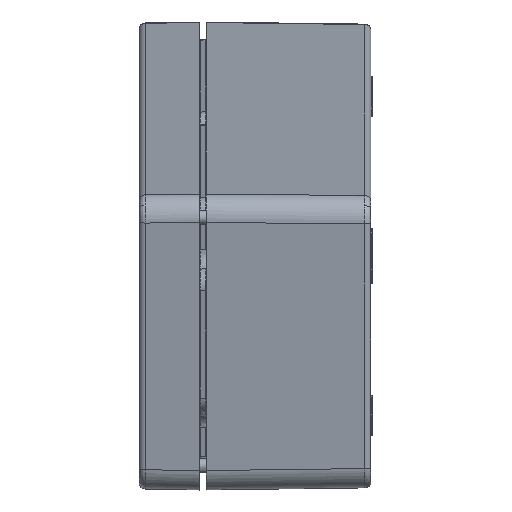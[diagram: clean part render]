
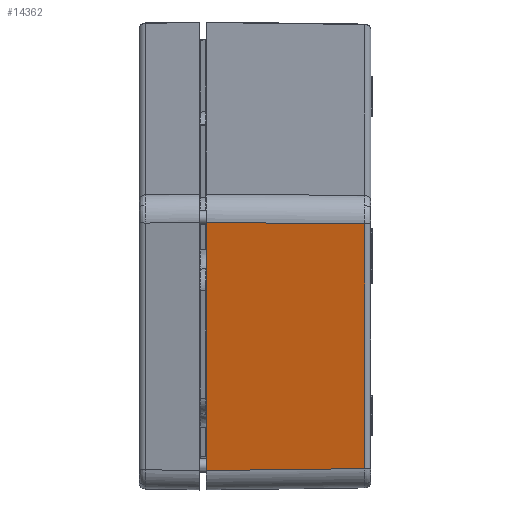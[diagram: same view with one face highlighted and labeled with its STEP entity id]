
A CAD part, left-side view. The second image highlights one B-rep face of the part: STEP entity #14362.
In plain terms, the highlighted face is planar.
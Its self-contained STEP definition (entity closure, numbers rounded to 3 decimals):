
#555=PLANE('',#15896);
#989=LINE('',#40388,#1577);
#1054=LINE('',#41125,#1642);
#1055=LINE('',#41126,#1643);
#1056=LINE('',#41127,#1644);
#1577=VECTOR('',#18946,1000.);
#1642=VECTOR('',#19127,1000.);
#1643=VECTOR('',#19128,1000.);
#1644=VECTOR('',#19129,1000.);
#2991=FACE_OUTER_BOUND('',#4012,.T.);
#4012=EDGE_LOOP('',(#12037,#12038,#12039,#12040));
#6532=VERTEX_POINT('',#38869);
#6718=VERTEX_POINT('',#40386);
#6719=VERTEX_POINT('',#40387);
#6795=VERTEX_POINT('',#41124);
#8549=EDGE_CURVE('',#6718,#6719,#989,.T.);
#8667=EDGE_CURVE('',#6719,#6795,#1054,.T.);
#8668=EDGE_CURVE('',#6795,#6532,#1055,.T.);
#8669=EDGE_CURVE('',#6532,#6718,#1056,.T.);
#12037=ORIENTED_EDGE('',*,*,#8667,.T.);
#12038=ORIENTED_EDGE('',*,*,#8668,.T.);
#12039=ORIENTED_EDGE('',*,*,#8669,.T.);
#12040=ORIENTED_EDGE('',*,*,#8549,.T.);
#14362=ADVANCED_FACE('',(#2991),#555,.T.);
#15896=AXIS2_PLACEMENT_3D('',#41123,#19125,#19126);
#18946=DIRECTION('',(0.,0.,-1.));
#19125=DIRECTION('center_axis',(-1.,-0.01,
0.));
#19126=DIRECTION('ref_axis',(0.01,-1.,0.));
#19127=DIRECTION('',(0.01,-1.,0.01));
#19128=DIRECTION('',(0.,0.,1.));
#19129=DIRECTION('',(-0.01,1.,0.01));
#38869=CARTESIAN_POINT('',(-114.568,-39.216,31.069));
#40386=CARTESIAN_POINT('',(-114.982,0.3,31.483));
#40387=CARTESIAN_POINT('',(-114.982,0.3,-31.483));
#40388=CARTESIAN_POINT('',(-114.982,0.3,-37.5));
#41123=CARTESIAN_POINT('Origin',(-115.,2.,-37.5));
#41124=CARTESIAN_POINT('',(-114.568,-39.216,-31.069));
#41125=CARTESIAN_POINT('',(-115.001,2.063,-31.501));
#41126=CARTESIAN_POINT('',(-114.568,-39.216,31.053));
#41127=CARTESIAN_POINT('',(-114.992,1.278,31.493));
